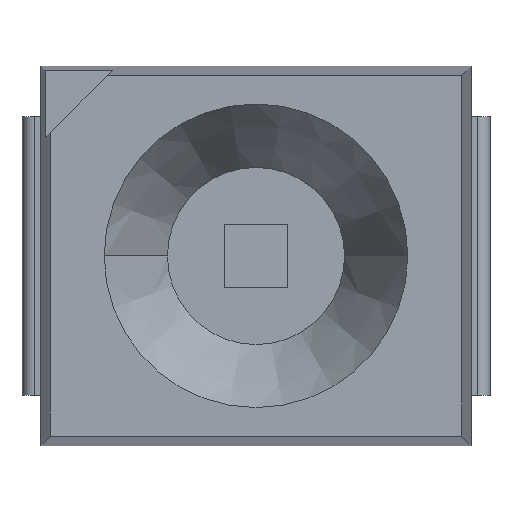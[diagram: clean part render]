
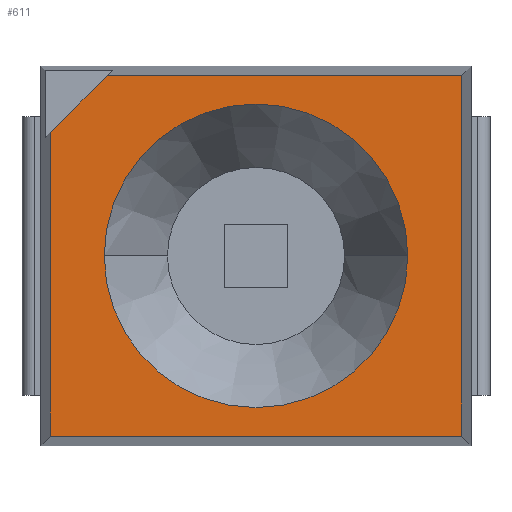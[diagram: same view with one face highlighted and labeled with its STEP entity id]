
A CAD part, top view. The second image highlights one B-rep face of the part: STEP entity #611.
In plain terms, the highlighted planar face has unit normal (0, 0, 1).
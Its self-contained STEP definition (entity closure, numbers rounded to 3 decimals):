
#364=CARTESIAN_POINT('',(-1.2,0.,2.1));
#365=VERTEX_POINT('',#364);
#381=CARTESIAN_POINT('',(1.2,0.,2.1));
#382=VERTEX_POINT('',#381);
#389=CARTESIAN_POINT('',(0.,0.,2.1));
#390=DIRECTION('',(0.0,0.0,-1.0));
#391=DIRECTION('',(-1.0,0.0,0.0));
#392=AXIS2_PLACEMENT_3D('',#389,#390,#391);
#393=CIRCLE('',#392,1.2);
#394=EDGE_CURVE('',#365,#382,#393,.T.);
#405=CARTESIAN_POINT('',(0.,0.,2.1));
#406=DIRECTION('',(0.0,0.0,-1.0));
#407=DIRECTION('',(-1.0,0.0,0.0));
#408=AXIS2_PLACEMENT_3D('',#405,#406,#407);
#409=CIRCLE('',#408,1.2);
#410=EDGE_CURVE('',#382,#365,#409,.T.);
#460=CARTESIAN_POINT('',(-1.625,0.975,2.1));
#461=VERTEX_POINT('',#460);
#468=CARTESIAN_POINT('',(-1.175,1.425,2.1));
#469=VERTEX_POINT('',#468);
#470=CARTESIAN_POINT('',(-1.175,1.425,2.1));
#471=DIRECTION('',(-0.707,-0.707,0.));
#472=VECTOR('',#471,0.636);
#473=LINE('',#470,#472);
#474=EDGE_CURVE('',#469,#461,#473,.T.);
#509=CARTESIAN_POINT('',(-1.625,-1.425,2.1));
#510=VERTEX_POINT('',#509);
#517=CARTESIAN_POINT('',(-1.625,-1.425,2.1));
#518=DIRECTION('',(0.0,1.0,0.0));
#519=VECTOR('',#518,2.4);
#520=LINE('',#517,#519);
#521=EDGE_CURVE('',#510,#461,#520,.T.);
#533=CARTESIAN_POINT('',(1.625,1.425,2.1));
#534=VERTEX_POINT('',#533);
#535=CARTESIAN_POINT('',(-1.175,1.425,2.1));
#536=DIRECTION('',(1.0,0.0,0.0));
#537=VECTOR('',#536,2.8);
#538=LINE('',#535,#537);
#539=EDGE_CURVE('',#469,#534,#538,.T.);
#573=CARTESIAN_POINT('',(1.625,-1.425,2.1));
#574=VERTEX_POINT('',#573);
#575=CARTESIAN_POINT('',(1.625,1.425,2.1));
#576=DIRECTION('',(0.0,-1.0,0.0));
#577=VECTOR('',#576,2.85);
#578=LINE('',#575,#577);
#579=EDGE_CURVE('',#534,#574,#578,.T.);
#590=CARTESIAN_POINT('',(1.788,-1.568,2.1));
#591=DIRECTION('',(0.0,0.0,-1.0));
#592=DIRECTION('',(-1.0,0.0,0.0));
#593=AXIS2_PLACEMENT_3D('',#590,#591,#592);
#594=PLANE('',#593);
#595=ORIENTED_EDGE('',*,*,#474,.T.);
#596=ORIENTED_EDGE('',*,*,#521,.F.);
#597=CARTESIAN_POINT('',(1.625,-1.425,2.1));
#598=DIRECTION('',(-1.0,0.0,0.0));
#599=VECTOR('',#598,3.25);
#600=LINE('',#597,#599);
#601=EDGE_CURVE('',#574,#510,#600,.T.);
#602=ORIENTED_EDGE('',*,*,#601,.F.);
#603=ORIENTED_EDGE('',*,*,#579,.F.);
#604=ORIENTED_EDGE('',*,*,#539,.F.);
#605=EDGE_LOOP('',(#595,#596,#602,#603,#604));
#606=FACE_OUTER_BOUND('',#605,.T.);
#607=ORIENTED_EDGE('',*,*,#410,.T.);
#608=ORIENTED_EDGE('',*,*,#394,.T.);
#609=EDGE_LOOP('',(#607,#608));
#610=FACE_BOUND('',#609,.T.);
#611=ADVANCED_FACE('',(#606,#610),#594,.F.);
